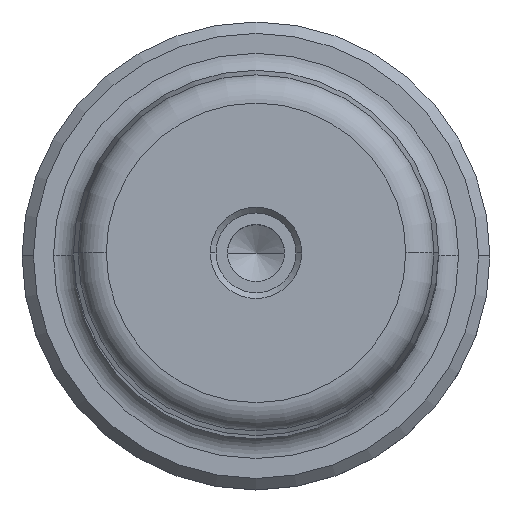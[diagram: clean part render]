
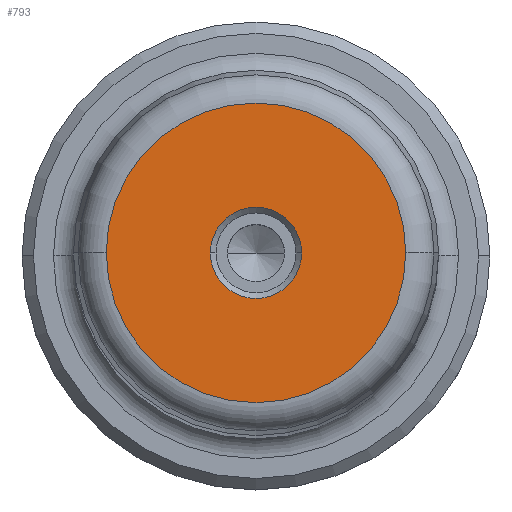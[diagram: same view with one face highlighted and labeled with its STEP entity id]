
A CAD part, top view. The second image highlights one B-rep face of the part: STEP entity #793.
In plain terms, the highlighted planar face has unit normal (0, 0, 1).
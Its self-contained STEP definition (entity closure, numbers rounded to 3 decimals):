
#86 = VERTEX_POINT ( 'NONE', #229 ) ;
#103 = VERTEX_POINT ( 'NONE', #1176 ) ;
#229 = CARTESIAN_POINT ( 'NONE',  ( 13.124, 0., 190. ) ) ;
#238 = AXIS2_PLACEMENT_3D ( 'NONE', #1826, #695, #2011 ) ;
#272 = DIRECTION ( 'NONE',  ( 0., 0., 1. ) ) ;
#285 = CARTESIAN_POINT ( 'NONE',  ( 0., 0., 190. ) ) ;
#414 = VERTEX_POINT ( 'NONE', #1235 ) ;
#464 = DIRECTION ( 'NONE',  ( 1., 0., 0. ) ) ;
#502 = EDGE_CURVE ( 'NONE', #86, #1289, #582, .T. ) ;
#582 = CIRCLE ( 'NONE', #1540, 13.124 ) ;
#594 = CARTESIAN_POINT ( 'NONE',  ( 0., 0., 190. ) ) ;
#695 = DIRECTION ( 'NONE',  ( 0., 0., -1. ) ) ;
#732 = CIRCLE ( 'NONE', #238, 4. ) ;
#793 = ADVANCED_FACE ( 'NONE', ( #1467, #1029 ), #1415, .T. ) ;
#800 = DIRECTION ( 'NONE',  ( 1., 0., 0. ) ) ;
#853 = DIRECTION ( 'NONE',  ( 0., 0., 1. ) ) ;
#865 = EDGE_CURVE ( 'NONE', #1289, #86, #1876, .T. ) ;
#866 = CIRCLE ( 'NONE', #1938, 4. ) ;
#919 = EDGE_LOOP ( 'NONE', ( #1672, #1034 ) ) ;
#936 = AXIS2_PLACEMENT_3D ( 'NONE', #1043, #272, #1611 ) ;
#956 = EDGE_CURVE ( 'NONE', #414, #103, #732, .T. ) ;
#1029 = FACE_OUTER_BOUND ( 'NONE', #919, .T. ) ;
#1034 = ORIENTED_EDGE ( 'NONE', *, *, #865, .T. ) ;
#1043 = CARTESIAN_POINT ( 'NONE',  ( 0., 0., 190. ) ) ;
#1176 = CARTESIAN_POINT ( 'NONE',  ( -4., 0., 190. ) ) ;
#1235 = CARTESIAN_POINT ( 'NONE',  ( 4., 0., 190. ) ) ;
#1289 = VERTEX_POINT ( 'NONE', #1620 ) ;
#1415 = PLANE ( 'NONE',  #936 ) ;
#1467 = FACE_BOUND ( 'NONE', #2349, .T. ) ;
#1540 = AXIS2_PLACEMENT_3D ( 'NONE', #1959, #853, #2159 ) ;
#1611 = DIRECTION ( 'NONE',  ( 1., 0., 0. ) ) ;
#1620 = CARTESIAN_POINT ( 'NONE',  ( -13.124, 0., 190. ) ) ;
#1623 = DIRECTION ( 'NONE',  ( 0., 0., 1. ) ) ;
#1672 = ORIENTED_EDGE ( 'NONE', *, *, #502, .T. ) ;
#1807 = AXIS2_PLACEMENT_3D ( 'NONE', #285, #1623, #464 ) ;
#1826 = CARTESIAN_POINT ( 'NONE',  ( 0., 0., 190. ) ) ;
#1876 = CIRCLE ( 'NONE', #1807, 13.124 ) ;
#1910 = DIRECTION ( 'NONE',  ( 0., 0., -1. ) ) ;
#1938 = AXIS2_PLACEMENT_3D ( 'NONE', #594, #1910, #800 ) ;
#1959 = CARTESIAN_POINT ( 'NONE',  ( 0., 0., 190. ) ) ;
#1985 = ORIENTED_EDGE ( 'NONE', *, *, #2268, .T. ) ;
#2011 = DIRECTION ( 'NONE',  ( 1., 0., 0. ) ) ;
#2159 = DIRECTION ( 'NONE',  ( 1., 0., 0. ) ) ;
#2268 = EDGE_CURVE ( 'NONE', #103, #414, #866, .T. ) ;
#2349 = EDGE_LOOP ( 'NONE', ( #2416, #1985 ) ) ;
#2416 = ORIENTED_EDGE ( 'NONE', *, *, #956, .T. ) ;
